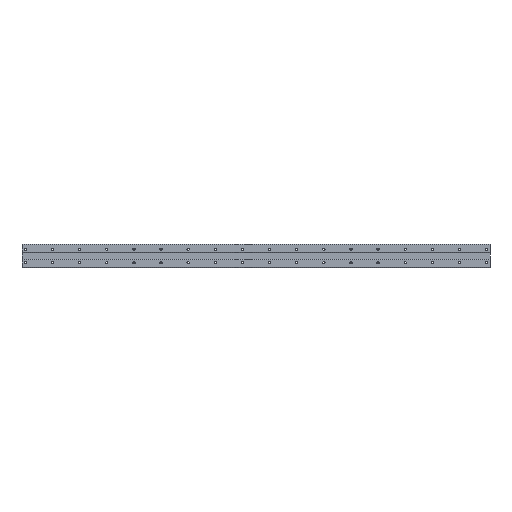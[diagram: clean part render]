
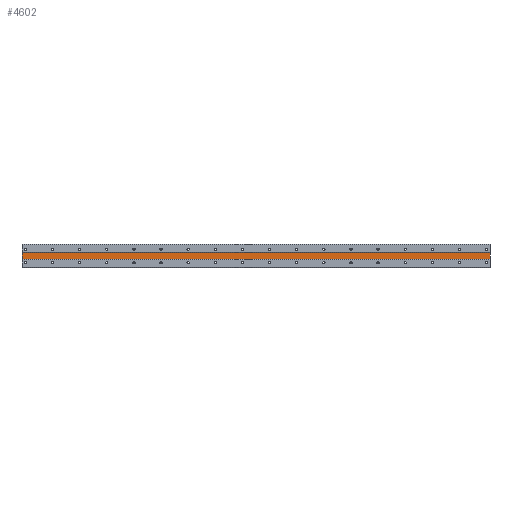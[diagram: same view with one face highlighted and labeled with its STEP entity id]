
A CAD part, front view. The second image highlights one B-rep face of the part: STEP entity #4602.
In plain terms, the highlighted planar face has unit normal (0, -1, 0).
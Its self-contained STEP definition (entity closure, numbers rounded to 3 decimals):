
#196 = EDGE_CURVE ( 'NONE', #410, #2964, #4675, .T. ) ;
#378 = PLANE ( 'NONE',  #1824 ) ;
#410 = VERTEX_POINT ( 'NONE', #1976 ) ;
#574 = LINE ( 'NONE', #4709, #6325 ) ;
#1105 = DIRECTION ( 'NONE',  ( 1., 0., 0. ) ) ;
#1169 = EDGE_LOOP ( 'NONE', ( #5287, #1256, #2597, #5465 ) ) ;
#1256 = ORIENTED_EDGE ( 'NONE', *, *, #5583, .F. ) ;
#1507 = VECTOR ( 'NONE', #1105, 1000. ) ;
#1629 = DIRECTION ( 'NONE',  ( 0., 0., -1. ) ) ;
#1661 = DIRECTION ( 'NONE',  ( 1., 0., 0. ) ) ;
#1824 = AXIS2_PLACEMENT_3D ( 'NONE', #4486, #6520, #2382 ) ;
#1976 = CARTESIAN_POINT ( 'NONE',  ( -10., 1., -10. ) ) ;
#2138 = CARTESIAN_POINT ( 'NONE',  ( 1370., 1., -10. ) ) ;
#2206 = CARTESIAN_POINT ( 'NONE',  ( 1370., 1., -10. ) ) ;
#2382 = DIRECTION ( 'NONE',  ( 0., 0., 1. ) ) ;
#2597 = ORIENTED_EDGE ( 'NONE', *, *, #6459, .F. ) ;
#2964 = VERTEX_POINT ( 'NONE', #2206 ) ;
#3196 = CARTESIAN_POINT ( 'NONE',  ( 1370., 1., 10. ) ) ;
#3735 = VECTOR ( 'NONE', #1661, 1000. ) ;
#3780 = CARTESIAN_POINT ( 'NONE',  ( 1370., 1., 10. ) ) ;
#4199 = VECTOR ( 'NONE', #1629, 1000. ) ;
#4486 = CARTESIAN_POINT ( 'NONE',  ( 1370., 1., 10. ) ) ;
#4602 = ADVANCED_FACE ( 'NONE', ( #5574 ), #378, .F. ) ;
#4675 = LINE ( 'NONE', #2138, #3735 ) ;
#4709 = CARTESIAN_POINT ( 'NONE',  ( 1370., 1., 34.482 ) ) ;
#4772 = LINE ( 'NONE', #6242, #4199 ) ;
#5258 = VERTEX_POINT ( 'NONE', #6546 ) ;
#5287 = ORIENTED_EDGE ( 'NONE', *, *, #196, .T. ) ;
#5465 = ORIENTED_EDGE ( 'NONE', *, *, #5589, .T. ) ;
#5574 = FACE_OUTER_BOUND ( 'NONE', #1169, .T. ) ;
#5583 = EDGE_CURVE ( 'NONE', #5611, #2964, #574, .T. ) ;
#5589 = EDGE_CURVE ( 'NONE', #5258, #410, #4772, .T. ) ;
#5611 = VERTEX_POINT ( 'NONE', #3780 ) ;
#5670 = DIRECTION ( 'NONE',  ( 0., 0., -1. ) ) ;
#6242 = CARTESIAN_POINT ( 'NONE',  ( -10., 1., 34.482 ) ) ;
#6293 = LINE ( 'NONE', #3196, #1507 ) ;
#6325 = VECTOR ( 'NONE', #5670, 1000. ) ;
#6459 = EDGE_CURVE ( 'NONE', #5258, #5611, #6293, .T. ) ;
#6520 = DIRECTION ( 'NONE',  ( 0., 1., 0. ) ) ;
#6546 = CARTESIAN_POINT ( 'NONE',  ( -10., 1., 10. ) ) ;
